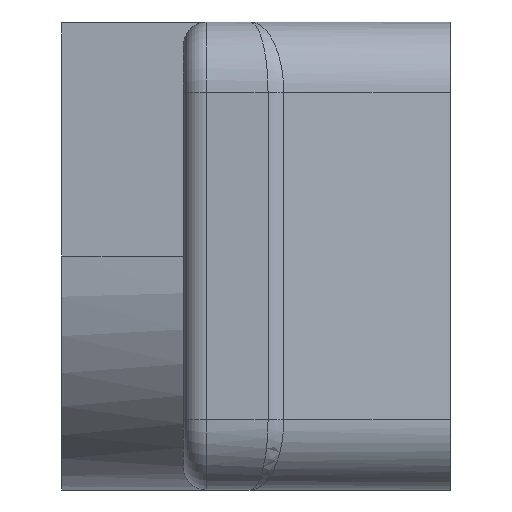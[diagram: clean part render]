
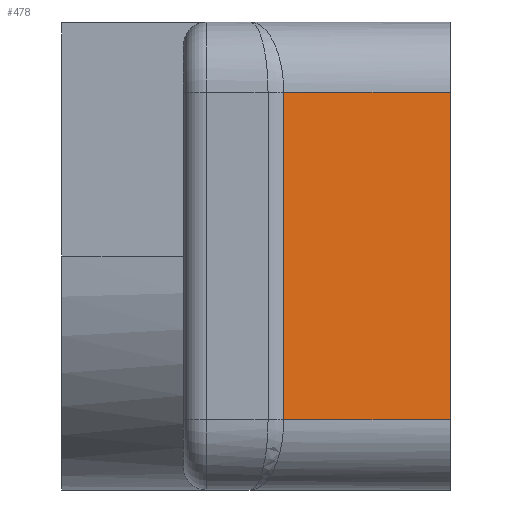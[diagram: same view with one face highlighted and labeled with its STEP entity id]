
A CAD part, left-side view. The second image highlights one B-rep face of the part: STEP entity #478.
In plain terms, the highlighted planar face has unit normal (-0.741, -0.671, 0).
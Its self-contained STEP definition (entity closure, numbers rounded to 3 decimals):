
#73 = LINE ( 'NONE', #1353, #288 ) ;
#143 = DIRECTION ( 'NONE',  ( -0.671, 0.741, 0. ) ) ;
#154 = DIRECTION ( 'NONE',  ( 0.671, -0.741, 0. ) ) ;
#228 = CARTESIAN_POINT ( 'NONE',  ( -9.221, -2.143, 3.5 ) ) ;
#257 = VECTOR ( 'NONE', #771, 1000. ) ;
#288 = VECTOR ( 'NONE', #154, 1000. ) ;
#319 = CARTESIAN_POINT ( 'NONE',  ( -6., -5.7, 3.5 ) ) ;
#330 = VERTEX_POINT ( 'NONE', #228 ) ;
#349 = DIRECTION ( 'NONE',  ( 0., 0., -1. ) ) ;
#358 = EDGE_CURVE ( 'NONE', #330, #662, #960, .T. ) ;
#427 = CARTESIAN_POINT ( 'NONE',  ( -9.221, -2.143, 5. ) ) ;
#432 = EDGE_CURVE ( 'NONE', #924, #330, #543, .T. ) ;
#456 = ORIENTED_EDGE ( 'NONE', *, *, #358, .T. ) ;
#471 = CARTESIAN_POINT ( 'NONE',  ( -6., -5.7, -3.5 ) ) ;
#478 = ADVANCED_FACE ( 'NONE', ( #1218 ), #1317, .F. ) ;
#495 = VERTEX_POINT ( 'NONE', #471 ) ;
#543 = LINE ( 'NONE', #974, #882 ) ;
#662 = VERTEX_POINT ( 'NONE', #1309 ) ;
#734 = EDGE_CURVE ( 'NONE', #924, #495, #1321, .T. ) ;
#771 = DIRECTION ( 'NONE',  ( 0., 0., -1. ) ) ;
#782 = CARTESIAN_POINT ( 'NONE',  ( -6., -5.7, 5. ) ) ;
#882 = VECTOR ( 'NONE', #883, 1000. ) ;
#883 = DIRECTION ( 'NONE',  ( -0.671, 0.741, 0. ) ) ;
#892 = ORIENTED_EDGE ( 'NONE', *, *, #973, .T. ) ;
#924 = VERTEX_POINT ( 'NONE', #319 ) ;
#938 = ORIENTED_EDGE ( 'NONE', *, *, #734, .F. ) ;
#960 = LINE ( 'NONE', #427, #257 ) ;
#973 = EDGE_CURVE ( 'NONE', #662, #495, #73, .T. ) ;
#974 = CARTESIAN_POINT ( 'NONE',  ( -6., -5.7, 3.5 ) ) ;
#1102 = DIRECTION ( 'NONE',  ( 0.741, 0.671, 0. ) ) ;
#1123 = ORIENTED_EDGE ( 'NONE', *, *, #432, .T. ) ;
#1218 = FACE_OUTER_BOUND ( 'NONE', #1253, .T. ) ;
#1253 = EDGE_LOOP ( 'NONE', ( #1123, #456, #892, #938 ) ) ;
#1258 = AXIS2_PLACEMENT_3D ( 'NONE', #1326, #1102, #143 ) ;
#1309 = CARTESIAN_POINT ( 'NONE',  ( -9.221, -2.143, -3.5 ) ) ;
#1317 = PLANE ( 'NONE',  #1258 ) ;
#1321 = LINE ( 'NONE', #782, #1369 ) ;
#1326 = CARTESIAN_POINT ( 'NONE',  ( -6., -5.7, 5. ) ) ;
#1353 = CARTESIAN_POINT ( 'NONE',  ( -6., -5.7, -3.5 ) ) ;
#1369 = VECTOR ( 'NONE', #349, 1000. ) ;
